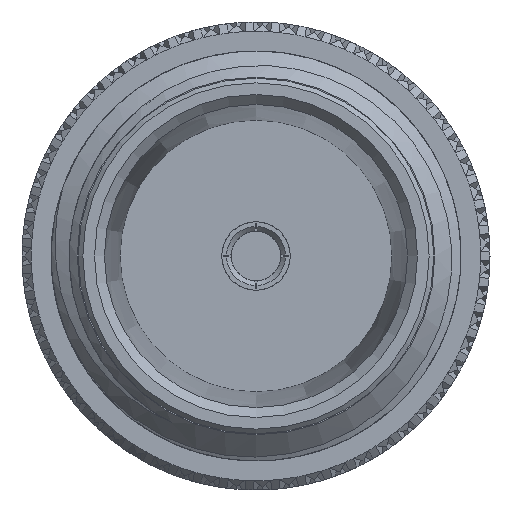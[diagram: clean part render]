
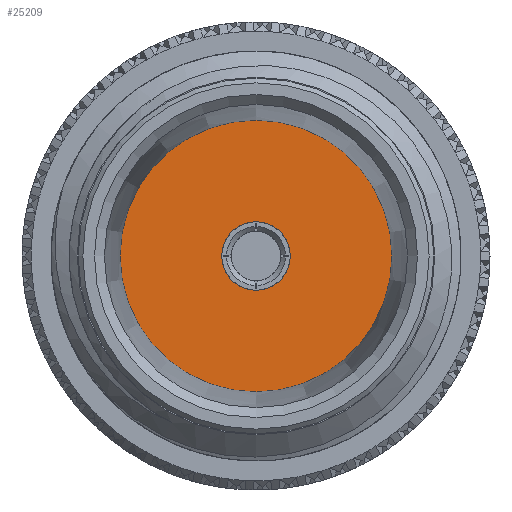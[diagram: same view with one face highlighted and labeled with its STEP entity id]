
A CAD part, left-side view. The second image highlights one B-rep face of the part: STEP entity #25209.
In plain terms, the highlighted planar face has unit normal (-1, 0, 0).
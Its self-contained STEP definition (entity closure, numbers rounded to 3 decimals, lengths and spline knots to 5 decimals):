
#4672 = VERTEX_POINT ( 'NONE', #29073 ) ;
#6969 = FACE_OUTER_BOUND ( 'NONE', #11444, .T. ) ;
#7507 = ORIENTED_EDGE ( 'NONE', *, *, #51417, .T. ) ;
#9584 = VERTEX_POINT ( 'NONE', #59909 ) ;
#11444 = EDGE_LOOP ( 'NONE', ( #71395 ) ) ;
#11856 = DIRECTION ( 'NONE',  ( 0., 0., 1. ) ) ;
#14720 = AXIS2_PLACEMENT_3D ( 'NONE', #40400, #63293, #11856 ) ;
#15779 = DIRECTION ( 'NONE',  ( 1., 0., 0. ) ) ;
#16476 = EDGE_CURVE ( 'NONE', #9584, #9584, #62184, .T. ) ;
#16796 = DIRECTION ( 'NONE',  ( -1., 0., 0. ) ) ;
#17510 = PLANE ( 'NONE',  #14720 ) ;
#25209 = ADVANCED_FACE ( 'NONE', ( #6969, #29493 ), #17510, .T. ) ;
#29073 = CARTESIAN_POINT ( 'NONE',  ( 0.33, 0., 0.0365 ) ) ;
#29493 = FACE_BOUND ( 'NONE', #49986, .T. ) ;
#30969 = CIRCLE ( 'NONE', #51371, 0.0365 ) ;
#40400 = CARTESIAN_POINT ( 'NONE',  ( 0.33, 0., 0. ) ) ;
#43004 = AXIS2_PLACEMENT_3D ( 'NONE', #44574, #16796, #56936 ) ;
#44574 = CARTESIAN_POINT ( 'NONE',  ( 0.33, 0., 0. ) ) ;
#44654 = CARTESIAN_POINT ( 'NONE',  ( 0.33, 0., 0. ) ) ;
#49986 = EDGE_LOOP ( 'NONE', ( #7507 ) ) ;
#51371 = AXIS2_PLACEMENT_3D ( 'NONE', #44654, #15779, #57388 ) ;
#51417 = EDGE_CURVE ( 'NONE', #4672, #4672, #30969, .T. ) ;
#56936 = DIRECTION ( 'NONE',  ( 0., 0., 1. ) ) ;
#57388 = DIRECTION ( 'NONE',  ( 0., 0., 1. ) ) ;
#59909 = CARTESIAN_POINT ( 'NONE',  ( 0.33, 0., 0.14521 ) ) ;
#62184 = CIRCLE ( 'NONE', #43004, 0.14521 ) ;
#63293 = DIRECTION ( 'NONE',  ( -1., 0., 0. ) ) ;
#71395 = ORIENTED_EDGE ( 'NONE', *, *, #16476, .T. ) ;
